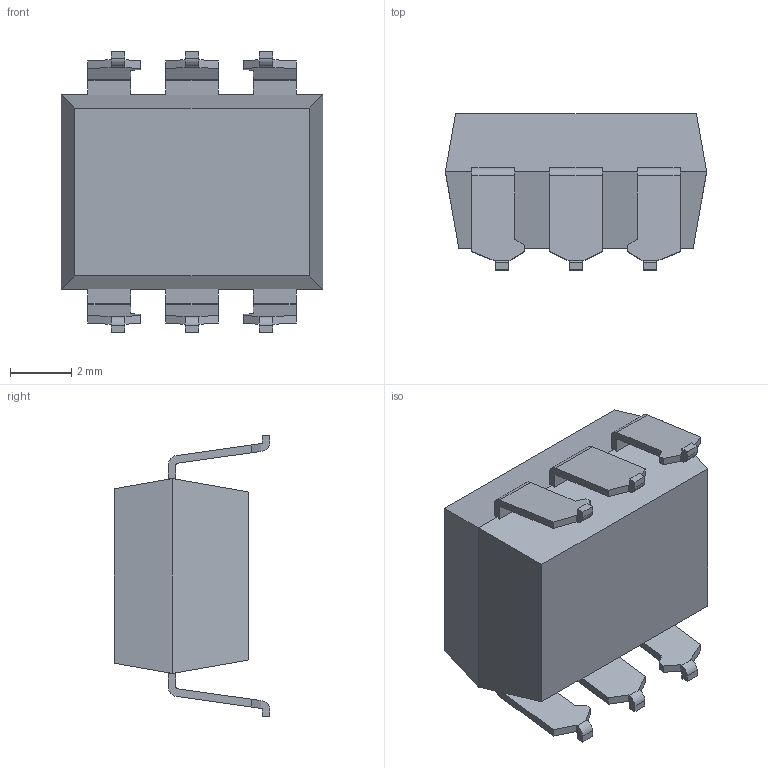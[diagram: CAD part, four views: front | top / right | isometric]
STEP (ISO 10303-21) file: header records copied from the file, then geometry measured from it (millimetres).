
FILE_DESCRIPTION(/* description */ (''),/* implementation_level */ '2;1');
FILE_NAME(/* name */ '4N25S v2.step',/* time_stamp */ '2021-08-16T08:29:33-05:00',/* author */ (''),/* organization */ (''),/* preprocessor_version */ 'ST-DEVELOPER v18.1',/* originating_system */ 'Autodesk Translation Framework v10.9.0.1377',/* authorisation */ '');
FILE_SCHEMA (('AUTOMOTIVE_DESIGN { 1 0 10303 214 3 1 1 }'));
Length unit declared in the file: millimetre
Products named in the file (1): 4N25S
Bounding box: 8.51 x 5.08 x 9.16 mm (x, y, z)
Volume: 220.1 mm3; surface area: 292.8 mm2
Topology: 7 solids, 7 shells, 134 faces, 341 edges, 222 vertices
Faces by surface type: plane 109, cylinder 25
Full cylindrical faces by diameter (mm): 0.57 x1
Entity records: 4028 total; most frequent: CARTESIAN_POINT 698, ORIENTED_EDGE 682, DIRECTION 661, EDGE_CURVE 341, LINE 291, VECTOR 291, VERTEX_POINT 222, AXIS2_PLACEMENT_3D 185
